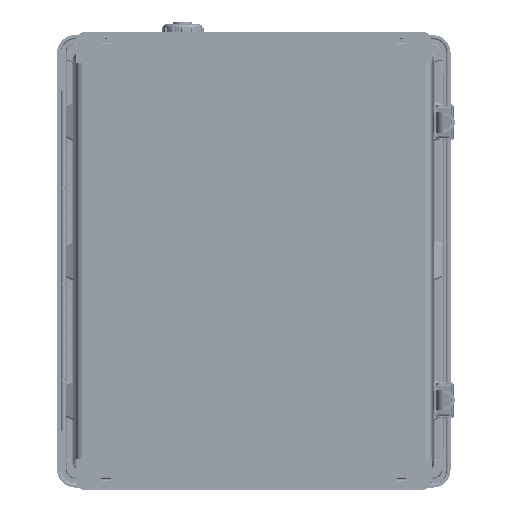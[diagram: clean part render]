
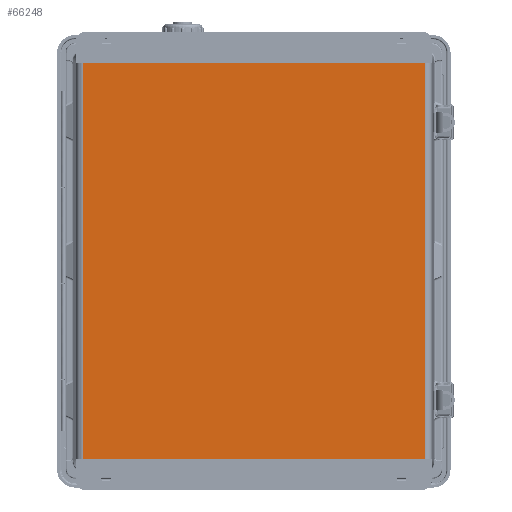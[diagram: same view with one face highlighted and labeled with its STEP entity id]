
A CAD part, front view. The second image highlights one B-rep face of the part: STEP entity #66248.
In plain terms, the highlighted planar face has unit normal (0, -1, 0).
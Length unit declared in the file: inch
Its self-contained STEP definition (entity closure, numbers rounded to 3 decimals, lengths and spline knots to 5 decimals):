
#11641 = VERTEX_POINT ( 'NONE', #136837 ) ;
#14621 = AXIS2_PLACEMENT_3D ( 'NONE', #90647, #142853, #26264 ) ;
#26264 = DIRECTION ( 'NONE',  ( 0., 0., 1. ) ) ;
#28573 = EDGE_CURVE ( 'NONE', #131593, #11641, #123883, .T. ) ;
#28607 = DIRECTION ( 'NONE',  ( 0., 0., 1. ) ) ;
#33699 = PLANE ( 'NONE',  #14621 ) ;
#37851 = VERTEX_POINT ( 'NONE', #46976 ) ;
#38625 = VECTOR ( 'NONE', #111509, 39.37008 ) ;
#39699 = CARTESIAN_POINT ( 'NONE',  ( -5.78771, 0.05906, -1.04331 ) ) ;
#46976 = CARTESIAN_POINT ( 'NONE',  ( -5.78771, 0.05906, -14.4685 ) ) ;
#50468 = EDGE_CURVE ( 'NONE', #37851, #11641, #143197, .T. ) ;
#51359 = EDGE_CURVE ( 'NONE', #122904, #131593, #65314, .T. ) ;
#56553 = CARTESIAN_POINT ( 'NONE',  ( 6.11811, 0.05906, -1.04331 ) ) ;
#65314 = LINE ( 'NONE', #121553, #125629 ) ;
#66248 = ADVANCED_FACE ( 'NONE', ( #89912 ), #33699, .F. ) ;
#67282 = CARTESIAN_POINT ( 'NONE',  ( 5.78771, 0.05906, -14.4685 ) ) ;
#78962 = CARTESIAN_POINT ( 'NONE',  ( 6.11811, 0.05906, -14.4685 ) ) ;
#85712 = CARTESIAN_POINT ( 'NONE',  ( 5.78771, 0.05906, -1.04331 ) ) ;
#89850 = DIRECTION ( 'NONE',  ( -1., 0., 0. ) ) ;
#89912 = FACE_OUTER_BOUND ( 'NONE', #141025, .T. ) ;
#90647 = CARTESIAN_POINT ( 'NONE',  ( 6.11811, 0.05906, -1.04331 ) ) ;
#97113 = ORIENTED_EDGE ( 'NONE', *, *, #51359, .T. ) ;
#97656 = VECTOR ( 'NONE', #89850, 39.37008 ) ;
#99323 = DIRECTION ( 'NONE',  ( 0., 0., 1. ) ) ;
#111509 = DIRECTION ( 'NONE',  ( -1., 0., 0. ) ) ;
#120028 = ORIENTED_EDGE ( 'NONE', *, *, #28573, .T. ) ;
#121553 = CARTESIAN_POINT ( 'NONE',  ( 5.78771, 0.05906, -1.04331 ) ) ;
#122904 = VERTEX_POINT ( 'NONE', #67282 ) ;
#123350 = LINE ( 'NONE', #78962, #38625 ) ;
#123883 = LINE ( 'NONE', #56553, #97656 ) ;
#125047 = ORIENTED_EDGE ( 'NONE', *, *, #142533, .F. ) ;
#125424 = VECTOR ( 'NONE', #28607, 39.37008 ) ;
#125629 = VECTOR ( 'NONE', #99323, 39.37008 ) ;
#131593 = VERTEX_POINT ( 'NONE', #85712 ) ;
#134113 = ORIENTED_EDGE ( 'NONE', *, *, #50468, .F. ) ;
#136837 = CARTESIAN_POINT ( 'NONE',  ( -5.78771, 0.05906, -1.04331 ) ) ;
#141025 = EDGE_LOOP ( 'NONE', ( #134113, #125047, #97113, #120028 ) ) ;
#142533 = EDGE_CURVE ( 'NONE', #122904, #37851, #123350, .T. ) ;
#142853 = DIRECTION ( 'NONE',  ( 0., 1., 0. ) ) ;
#143197 = LINE ( 'NONE', #39699, #125424 ) ;
